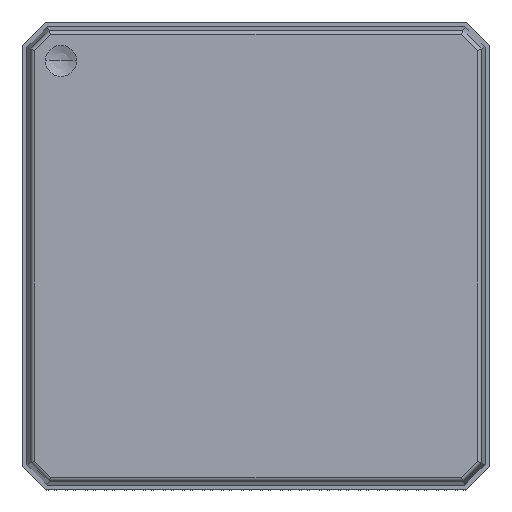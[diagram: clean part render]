
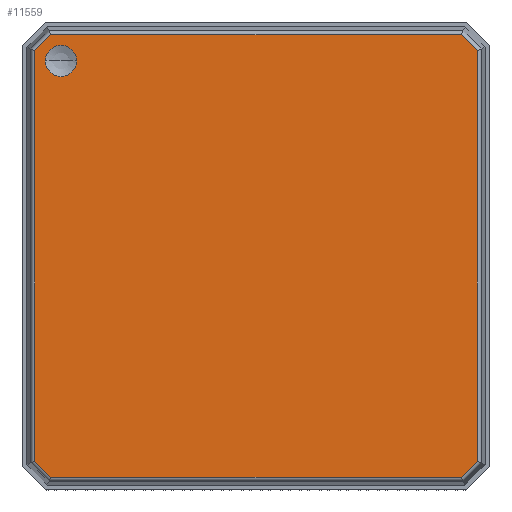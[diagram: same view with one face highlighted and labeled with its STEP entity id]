
A CAD part, top view. The second image highlights one B-rep face of the part: STEP entity #11559.
In plain terms, the highlighted face is planar.
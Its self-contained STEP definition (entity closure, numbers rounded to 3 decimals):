
#4873=DIRECTION('',(-0.707,0.,0.707));
#4874=VECTOR('',#4873,0.581);
#4875=CARTESIAN_POINT('',(-5.266,0.825,-5.677));
#4876=LINE('',#4875,#4874);
#4887=CARTESIAN_POINT('',(-5.,0.825,-5.));
#4888=DIRECTION('',(0.,-1.,0.));
#4889=DIRECTION('',(-1.,0.,0.));
#4890=AXIS2_PLACEMENT_3D('',#4887,#4888,#4889);
#4895=CARTESIAN_POINT('',(-5.,0.825,-5.));
#4896=DIRECTION('',(0.,-1.,0.));
#4897=DIRECTION('',(1.,0.,0.));
#4898=AXIS2_PLACEMENT_3D('',#4895,#4896,#4897);
#4919=DIRECTION('',(-1.,0.,0.));
#4920=VECTOR('',#4919,10.533);
#4921=CARTESIAN_POINT('',(5.266,0.825,-5.677));
#4922=LINE('',#4921,#4920);
#4969=DIRECTION('',(-0.707,0.,-0.707));
#4970=VECTOR('',#4969,0.581);
#4971=CARTESIAN_POINT('',(5.677,0.825,-5.266));
#4972=LINE('',#4971,#4970);
#4994=DIRECTION('',(0.,0.,-1.));
#4995=VECTOR('',#4994,10.533);
#4996=CARTESIAN_POINT('',(5.677,0.825,5.266));
#4997=LINE('',#4996,#4995);
#5033=DIRECTION('',(0.707,0.,-0.707));
#5034=VECTOR('',#5033,0.581);
#5035=CARTESIAN_POINT('',(5.266,0.825,5.677));
#5036=LINE('',#5035,#5034);
#5058=DIRECTION('',(1.,0.,0.));
#5059=VECTOR('',#5058,10.533);
#5060=CARTESIAN_POINT('',(-5.266,0.825,5.677));
#5061=LINE('',#5060,#5059);
#5097=DIRECTION('',(0.707,0.,0.707));
#5098=VECTOR('',#5097,0.581);
#5099=CARTESIAN_POINT('',(-5.677,0.825,5.266));
#5100=LINE('',#5099,#5098);
#5122=DIRECTION('',(0.,0.,1.));
#5123=VECTOR('',#5122,10.533);
#5124=CARTESIAN_POINT('',(-5.677,0.825,-5.266));
#5125=LINE('',#5124,#5123);
#8334=CARTESIAN_POINT('',(5.266,0.825,-5.677));
#8335=CARTESIAN_POINT('',(-5.266,0.825,-5.677));
#8336=VERTEX_POINT('',#8334);
#8337=VERTEX_POINT('',#8335);
#8342=CARTESIAN_POINT('',(-5.677,0.825,-5.266));
#8343=VERTEX_POINT('',#8342);
#8346=CARTESIAN_POINT('',(-5.677,0.825,5.266));
#8347=VERTEX_POINT('',#8346);
#8350=CARTESIAN_POINT('',(-5.266,0.825,5.677));
#8351=VERTEX_POINT('',#8350);
#8354=CARTESIAN_POINT('',(5.266,0.825,5.677));
#8355=VERTEX_POINT('',#8354);
#8358=CARTESIAN_POINT('',(5.677,0.825,5.266));
#8359=VERTEX_POINT('',#8358);
#8362=CARTESIAN_POINT('',(5.677,0.825,-5.266));
#8363=VERTEX_POINT('',#8362);
#8366=CARTESIAN_POINT('',(-5.4,0.825,-5.));
#8367=CARTESIAN_POINT('',(-4.6,0.825,-5.));
#8368=VERTEX_POINT('',#8366);
#8369=VERTEX_POINT('',#8367);
#11531=CARTESIAN_POINT('',(0.,0.825,0.));
#11532=DIRECTION('',(0.,1.,0.));
#11533=DIRECTION('',(1.,0.,0.));
#11534=AXIS2_PLACEMENT_3D('',#11531,#11532,#11533);
#11535=PLANE('',#11534);
#11537=ORIENTED_EDGE('',*,*,#11536,.F.);
#11539=ORIENTED_EDGE('',*,*,#11538,.F.);
#11541=ORIENTED_EDGE('',*,*,#11540,.F.);
#11543=ORIENTED_EDGE('',*,*,#11542,.F.);
#11545=ORIENTED_EDGE('',*,*,#11544,.F.);
#11547=ORIENTED_EDGE('',*,*,#11546,.F.);
#11549=ORIENTED_EDGE('',*,*,#11548,.F.);
#11550=ORIENTED_EDGE('',*,*,#11521,.F.);
#11551=EDGE_LOOP('',(#11537,#11539,#11541,#11543,#11545,#11547,#11549,#11550));
#11552=FACE_OUTER_BOUND('',#11551,.F.);
#11554=ORIENTED_EDGE('',*,*,#11553,.F.);
#11556=ORIENTED_EDGE('',*,*,#11555,.F.);
#11557=EDGE_LOOP('',(#11554,#11556));
#11558=FACE_BOUND('',#11557,.F.);
#4891=CIRCLE('',#4890,0.4);
#4899=CIRCLE('',#4898,0.4);
#11521=EDGE_CURVE('',#8337,#8343,#4876,.T.);
#11536=EDGE_CURVE('',#8336,#8337,#4922,.T.);
#11538=EDGE_CURVE('',#8363,#8336,#4972,.T.);
#11540=EDGE_CURVE('',#8359,#8363,#4997,.T.);
#11542=EDGE_CURVE('',#8355,#8359,#5036,.T.);
#11544=EDGE_CURVE('',#8351,#8355,#5061,.T.);
#11546=EDGE_CURVE('',#8347,#8351,#5100,.T.);
#11548=EDGE_CURVE('',#8343,#8347,#5125,.T.);
#11553=EDGE_CURVE('',#8368,#8369,#4891,.T.);
#11555=EDGE_CURVE('',#8369,#8368,#4899,.T.);
#11559=ADVANCED_FACE('',(#11552,#11558),#11535,.T.);
